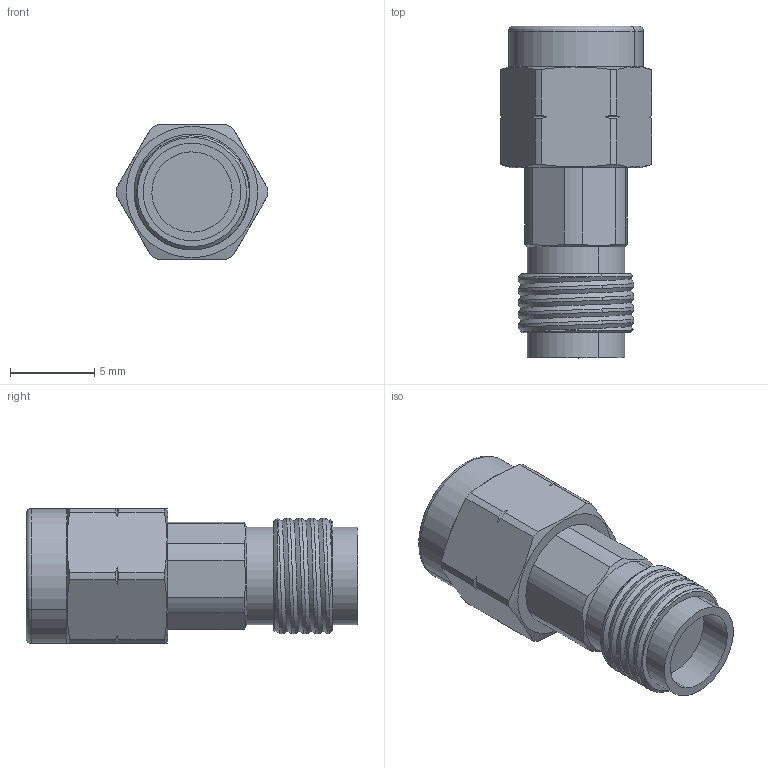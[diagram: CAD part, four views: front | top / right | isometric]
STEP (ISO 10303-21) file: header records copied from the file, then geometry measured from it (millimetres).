
FILE_DESCRIPTION (( 'STEP AP214' ), '1' );
FILE_NAME ('CA-2-9.STEP', '2025-04-02T02:59:39', ( 'Sysceo.com' ), ( '' ), 'SwSTEP 2.0', 'SolidWorks 2023', '' );
FILE_SCHEMA (( 'AUTOMOTIVE_DESIGN' ));
Length unit declared in the file: millimetre
Products named in the file (1): CA-2-9
Bounding box: 9 x 19.7 x 8 mm (x, y, z)
Volume: 567.6 mm3; surface area: 1034.3 mm2
Topology: 3 solids, 3 shells, 143 faces, 354 edges, 232 vertices
Faces by surface type: cylinder 73, plane 34, cone 30, bspline 4, torus 2
Entity records: 6565 total; most frequent: CARTESIAN_POINT 3234, ORIENTED_EDGE 708, DIRECTION 662, EDGE_CURVE 354, AXIS2_PLACEMENT_3D 273, VERTEX_POINT 232, EDGE_LOOP 160, ADVANCED_FACE 143
